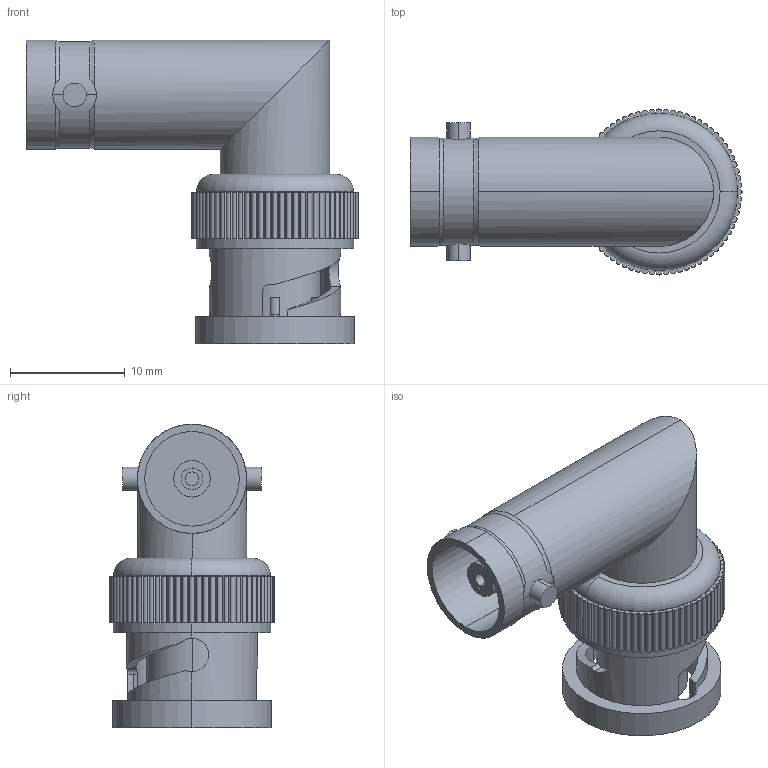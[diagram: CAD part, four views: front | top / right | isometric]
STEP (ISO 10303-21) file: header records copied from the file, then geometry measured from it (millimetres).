
FILE_DESCRIPTION (( 'STEP AP203' ), '1' );
FILE_NAME ('BA038.STEP', '2006-06-23T18:20:28', ( 'lcom' ), ( 'lcom' ), 'SwSTEP 2.0', 'SolidWorks 2006004', '' );
FILE_SCHEMA (( 'CONFIG_CONTROL_DESIGN' ));
Length unit declared in the file: inch
Products named in the file (3): BA038; BNC PLUG 1_with flange; BA038-MA1
Assembly tree (2 placements, depth 2):
  BA038
    BNC PLUG 1_with flange
    BA038-MA1
Bounding box: 28.96 x 14.48 x 26.48 mm (x, y, z)
Volume: 2771.6 mm3; surface area: 3642 mm2
Topology: 2 solids, 2 shells, 385 faces, 1083 edges, 717 vertices
Faces by surface type: plane 196, cylinder 169, torus 10, bspline 8, sphere 2
Entity records: 13708 total; most frequent: CARTESIAN_POINT 3312, ORIENTED_EDGE 2158, DIRECTION 2111, EDGE_CURVE 1079, AXIS2_PLACEMENT_3D 730, VERTEX_POINT 715, VECTOR 651, LINE 651
